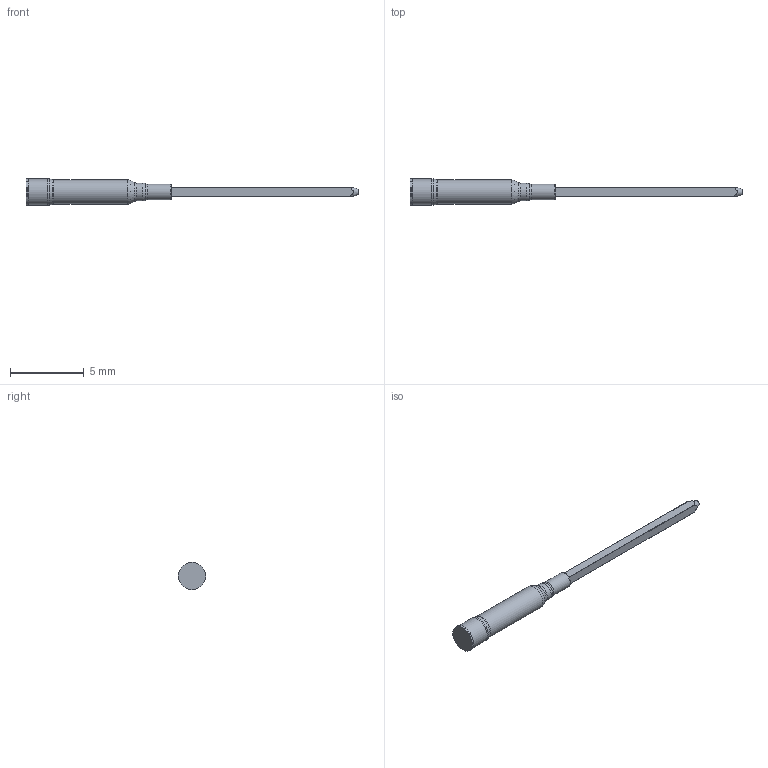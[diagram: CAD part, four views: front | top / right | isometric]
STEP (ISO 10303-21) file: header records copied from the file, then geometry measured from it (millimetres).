
FILE_DESCRIPTION (( 'STEP AP214' ), '1' );
FILE_NAME ('100-SD_050W5.STEP', '2020-09-29T19:15:10', ( '' ), ( '' ), 'SwSTEP 2.0', 'SolidWorks 2019', '' );
FILE_SCHEMA (( 'AUTOMOTIVE_DESIGN' ));
Length unit declared in the file: inch
Products named in the file (1): 100-SD_050W5
Bounding box: 22.58 x 1.87 x 1.87 mm (x, y, z)
Volume: 23.5 mm3; surface area: 81.8 mm2
Topology: 1 solids, 1 shells, 28 faces, 59 edges, 35 vertices
Faces by surface type: cylinder 9, plane 8, torus 8, cone 3
Full cylindrical faces by diameter (mm): 1.064 x1, 1.209 x1, 1.654 x1, 1.803 x1, 1.867 x1
Entity records: 1188 total; most frequent: CARTESIAN_POINT 253, DIRECTION 114, ORIENTED_EDGE 84, AXIS2_PLACEMENT_3D 51, EDGE_LOOP 46, EDGE_CURVE 42, FACE_OUTER_BOUND 41, VERTEX_POINT 34
